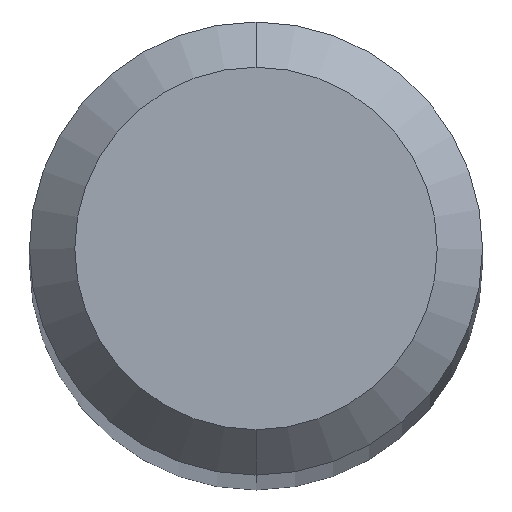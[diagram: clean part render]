
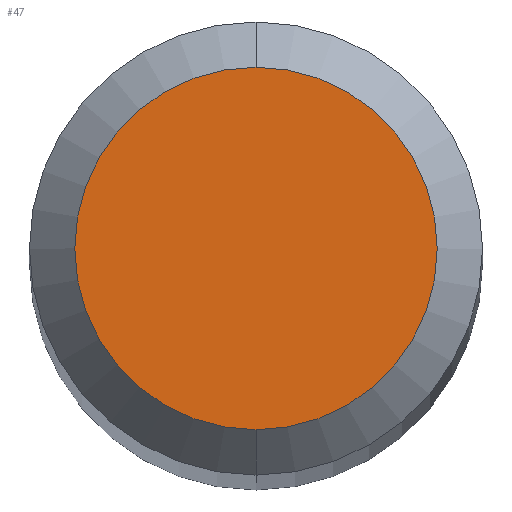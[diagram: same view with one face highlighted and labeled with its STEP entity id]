
A CAD part, top view. The second image highlights one B-rep face of the part: STEP entity #47.
In plain terms, the highlighted planar face has unit normal (0, 0, 1).
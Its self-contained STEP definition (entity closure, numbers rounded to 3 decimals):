
#20 = CARTESIAN_POINT ( 'NONE',  ( 0., 2.183, 0. ) ) ;
#23 = CARTESIAN_POINT ( 'NONE',  ( 0., -1.746, 0. ) ) ;
#47 = ADVANCED_FACE ( 'NONE', ( #65 ), #119, .F. ) ;
#57 = CARTESIAN_POINT ( 'NONE',  ( 0., 1.746, 0. ) ) ;
#59 = DIRECTION ( 'NONE',  ( 0., 1., 0. ) ) ;
#62 = DIRECTION ( 'NONE',  ( 0., 1., 0. ) ) ;
#65 = FACE_OUTER_BOUND ( 'NONE', #99, .T. ) ;
#86 = ORIENTED_EDGE ( 'NONE', *, *, #115, .T. ) ;
#93 = CIRCLE ( 'NONE', #122, 1.746 ) ;
#97 = VERTEX_POINT ( 'NONE', #23 ) ;
#99 = EDGE_LOOP ( 'NONE', ( #86, #201 ) ) ;
#115 = EDGE_CURVE ( 'NONE', #190, #97, #153, .T. ) ;
#119 = PLANE ( 'NONE',  #140 ) ;
#122 = AXIS2_PLACEMENT_3D ( 'NONE', #132, #149, #62 ) ;
#132 = CARTESIAN_POINT ( 'NONE',  ( 0., 0., 0. ) ) ;
#139 = DIRECTION ( 'NONE',  ( 0., 1., 0. ) ) ;
#140 = AXIS2_PLACEMENT_3D ( 'NONE', #20, #203, #139 ) ;
#149 = DIRECTION ( 'NONE',  ( 0., 0., 1. ) ) ;
#153 = CIRCLE ( 'NONE', #182, 1.746 ) ;
#158 = CARTESIAN_POINT ( 'NONE',  ( 0., 0., 0. ) ) ;
#179 = DIRECTION ( 'NONE',  ( 0., 0., 1. ) ) ;
#182 = AXIS2_PLACEMENT_3D ( 'NONE', #158, #179, #59 ) ;
#190 = VERTEX_POINT ( 'NONE', #57 ) ;
#201 = ORIENTED_EDGE ( 'NONE', *, *, #202, .T. ) ;
#202 = EDGE_CURVE ( 'NONE', #97, #190, #93, .T. ) ;
#203 = DIRECTION ( 'NONE',  ( 0., 0., -1. ) ) ;
